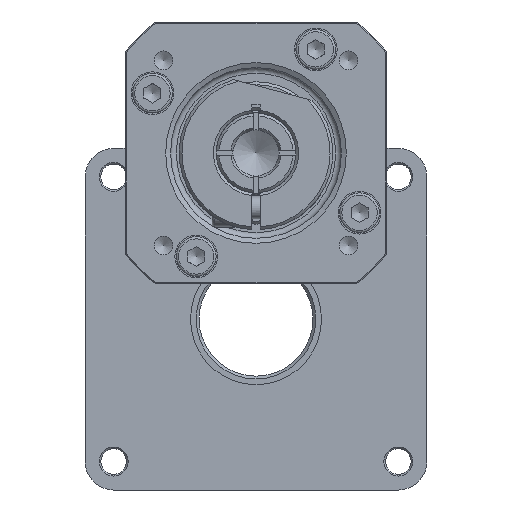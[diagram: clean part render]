
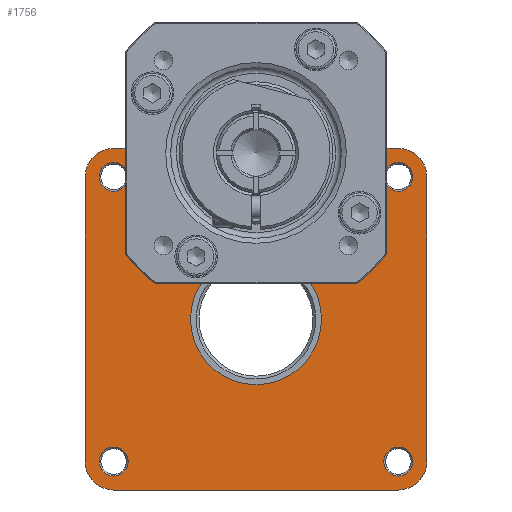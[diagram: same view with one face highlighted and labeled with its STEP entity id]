
A CAD part, front view. The second image highlights one B-rep face of the part: STEP entity #1756.
In plain terms, the highlighted planar face has unit normal (0, -1, 0).
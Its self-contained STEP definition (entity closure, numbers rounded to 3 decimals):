
#234=CARTESIAN_POINT('',(0.,0.,16.239));
#235=VERTEX_POINT('',#234);
#236=CARTESIAN_POINT('',(0.0,0.0,29.2));
#237=DIRECTION('',(0.0,1.0,0.0));
#238=DIRECTION('',(1.0,0.0,0.0));
#239=AXIS2_PLACEMENT_3D('',#236,#237,#238);
#240=CIRCLE('',#239,12.961);
#241=EDGE_CURVE('',#235,#235,#240,.T.);
#262=CARTESIAN_POINT('',(25.,0.,-22.45));
#263=VERTEX_POINT('',#262);
#264=CARTESIAN_POINT('',(25.,0.,-25.0));
#265=DIRECTION('',(0.0,1.0,0.0));
#266=DIRECTION('',(0.0,0.0,1.0));
#267=AXIS2_PLACEMENT_3D('',#264,#265,#266);
#268=CIRCLE('',#267,2.55);
#269=EDGE_CURVE('',#263,#263,#268,.T.);
#318=CARTESIAN_POINT('',(-25.,0.,-22.45));
#319=VERTEX_POINT('',#318);
#320=CARTESIAN_POINT('',(-25.,0.,-25.0));
#321=DIRECTION('',(0.0,1.0,0.0));
#322=DIRECTION('',(0.0,0.0,1.0));
#323=AXIS2_PLACEMENT_3D('',#320,#321,#322);
#324=CIRCLE('',#323,2.55);
#325=EDGE_CURVE('',#319,#319,#324,.T.);
#402=CARTESIAN_POINT('',(-25.,0.,27.55));
#403=VERTEX_POINT('',#402);
#404=CARTESIAN_POINT('',(-25.,0.,25.0));
#405=DIRECTION('',(0.0,1.0,0.0));
#406=DIRECTION('',(0.0,0.0,1.0));
#407=AXIS2_PLACEMENT_3D('',#404,#405,#406);
#408=CIRCLE('',#407,2.55);
#409=EDGE_CURVE('',#403,#403,#408,.T.);
#430=CARTESIAN_POINT('',(25.,0.,27.55));
#431=VERTEX_POINT('',#430);
#432=CARTESIAN_POINT('',(25.,0.,25.0));
#433=DIRECTION('',(0.0,1.0,0.0));
#434=DIRECTION('',(0.0,0.0,1.0));
#435=AXIS2_PLACEMENT_3D('',#432,#433,#434);
#436=CIRCLE('',#435,2.55);
#437=EDGE_CURVE('',#431,#431,#436,.T.);
#664=CARTESIAN_POINT('',(-11.283,0.,48.461));
#665=VERTEX_POINT('',#664);
#666=CARTESIAN_POINT('',(-11.283,0.,46.911));
#667=DIRECTION('',(0.0,1.0,0.0));
#668=DIRECTION('',(0.0,0.0,1.0));
#669=AXIS2_PLACEMENT_3D('',#666,#667,#668);
#670=CIRCLE('',#669,1.55);
#671=EDGE_CURVE('',#665,#665,#670,.T.);
#692=CARTESIAN_POINT('',(-17.711,0.,19.467));
#693=VERTEX_POINT('',#692);
#694=CARTESIAN_POINT('',(-17.711,0.,17.917));
#695=DIRECTION('',(0.0,1.0,0.0));
#696=DIRECTION('',(0.0,0.0,1.0));
#697=AXIS2_PLACEMENT_3D('',#694,#695,#696);
#698=CIRCLE('',#697,1.55);
#699=EDGE_CURVE('',#693,#693,#698,.T.);
#720=CARTESIAN_POINT('',(17.711,0.,42.033));
#721=VERTEX_POINT('',#720);
#722=CARTESIAN_POINT('',(17.711,0.,40.483));
#723=DIRECTION('',(0.0,1.0,0.0));
#724=DIRECTION('',(0.0,0.0,1.0));
#725=AXIS2_PLACEMENT_3D('',#722,#723,#724);
#726=CIRCLE('',#725,1.55);
#727=EDGE_CURVE('',#721,#721,#726,.T.);
#748=CARTESIAN_POINT('',(11.283,0.,13.039));
#749=VERTEX_POINT('',#748);
#750=CARTESIAN_POINT('',(11.283,0.,11.489));
#751=DIRECTION('',(0.0,1.0,0.0));
#752=DIRECTION('',(0.0,0.0,1.0));
#753=AXIS2_PLACEMENT_3D('',#750,#751,#752);
#754=CIRCLE('',#753,1.55);
#755=EDGE_CURVE('',#749,#749,#754,.T.);
#1504=CARTESIAN_POINT('',(0.,0.,11.5));
#1505=VERTEX_POINT('',#1504);
#1506=CARTESIAN_POINT('',(0.,0.,0.0));
#1507=DIRECTION('',(0.0,-1.0,0.0));
#1508=DIRECTION('',(0.0,0.0,1.0));
#1509=AXIS2_PLACEMENT_3D('',#1506,#1507,#1508);
#1510=CIRCLE('',#1509,11.5);
#1511=EDGE_CURVE('',#1505,#1505,#1510,.T.);
#1603=CARTESIAN_POINT('',(0.0,0.0,0.0));
#1604=DIRECTION('',(0.0,-1.0,0.0));
#1605=DIRECTION('',(0.0,0.0,-1.0));
#1606=AXIS2_PLACEMENT_3D('',#1603,#1604,#1605);
#1607=PLANE('',#1606);
#1608=CARTESIAN_POINT('',(-25.,0.,30.));
#1609=VERTEX_POINT('',#1608);
#1610=CARTESIAN_POINT('',(-21.,0.,30.));
#1611=VERTEX_POINT('',#1610);
#1612=CARTESIAN_POINT('',(-25.,0.,30.));
#1613=DIRECTION('',(1.0,0.0,0.0));
#1614=VECTOR('',#1613,4.);
#1615=LINE('',#1612,#1614);
#1616=EDGE_CURVE('',#1609,#1611,#1615,.T.);
#1617=ORIENTED_EDGE('',*,*,#1616,.F.);
#1618=CARTESIAN_POINT('',(-30.,0.,25.));
#1619=VERTEX_POINT('',#1618);
#1620=CARTESIAN_POINT('',(-25.,0.,25.0));
#1621=DIRECTION('',(0.0,-1.0,0.0));
#1622=DIRECTION('',(0.0,0.0,1.0));
#1623=AXIS2_PLACEMENT_3D('',#1620,#1621,#1622);
#1624=CIRCLE('',#1623,5.);
#1625=EDGE_CURVE('',#1609,#1619,#1624,.T.);
#1626=ORIENTED_EDGE('',*,*,#1625,.T.);
#1627=CARTESIAN_POINT('',(-30.,0.,-25.));
#1628=VERTEX_POINT('',#1627);
#1629=CARTESIAN_POINT('',(-30.,0.,-25.));
#1630=DIRECTION('',(0.0,0.0,1.0));
#1631=VECTOR('',#1630,50.0);
#1632=LINE('',#1629,#1631);
#1633=EDGE_CURVE('',#1628,#1619,#1632,.T.);
#1634=ORIENTED_EDGE('',*,*,#1633,.F.);
#1635=CARTESIAN_POINT('',(-25.,0.,-30.));
#1636=VERTEX_POINT('',#1635);
#1637=CARTESIAN_POINT('',(-25.,0.,-25.));
#1638=DIRECTION('',(0.0,-1.0,0.0));
#1639=DIRECTION('',(0.0,0.0,1.0));
#1640=AXIS2_PLACEMENT_3D('',#1637,#1638,#1639);
#1641=CIRCLE('',#1640,5.);
#1642=EDGE_CURVE('',#1628,#1636,#1641,.T.);
#1643=ORIENTED_EDGE('',*,*,#1642,.T.);
#1644=CARTESIAN_POINT('',(25.,0.,-30.));
#1645=VERTEX_POINT('',#1644);
#1646=CARTESIAN_POINT('',(25.,0.,-30.));
#1647=DIRECTION('',(-1.0,0.0,0.0));
#1648=VECTOR('',#1647,50.);
#1649=LINE('',#1646,#1648);
#1650=EDGE_CURVE('',#1645,#1636,#1649,.T.);
#1651=ORIENTED_EDGE('',*,*,#1650,.F.);
#1652=CARTESIAN_POINT('',(30.,0.,-25.));
#1653=VERTEX_POINT('',#1652);
#1654=CARTESIAN_POINT('',(25.,0.,-25.));
#1655=DIRECTION('',(0.0,-1.0,0.0));
#1656=DIRECTION('',(0.0,0.0,1.0));
#1657=AXIS2_PLACEMENT_3D('',#1654,#1655,#1656);
#1658=CIRCLE('',#1657,5.);
#1659=EDGE_CURVE('',#1645,#1653,#1658,.T.);
#1660=ORIENTED_EDGE('',*,*,#1659,.T.);
#1661=CARTESIAN_POINT('',(30.,0.,25.));
#1662=VERTEX_POINT('',#1661);
#1663=CARTESIAN_POINT('',(30.,0.,25.));
#1664=DIRECTION('',(0.0,0.0,-1.0));
#1665=VECTOR('',#1664,50.0);
#1666=LINE('',#1663,#1665);
#1667=EDGE_CURVE('',#1662,#1653,#1666,.T.);
#1668=ORIENTED_EDGE('',*,*,#1667,.F.);
#1669=CARTESIAN_POINT('',(25.,0.,30.));
#1670=VERTEX_POINT('',#1669);
#1671=CARTESIAN_POINT('',(25.,0.,25.));
#1672=DIRECTION('',(0.0,-1.0,0.0));
#1673=DIRECTION('',(0.0,0.0,1.0));
#1674=AXIS2_PLACEMENT_3D('',#1671,#1672,#1673);
#1675=CIRCLE('',#1674,5.);
#1676=EDGE_CURVE('',#1662,#1670,#1675,.T.);
#1677=ORIENTED_EDGE('',*,*,#1676,.T.);
#1678=CARTESIAN_POINT('',(21.,0.,30.));
#1679=VERTEX_POINT('',#1678);
#1680=CARTESIAN_POINT('',(21.,0.,30.));
#1681=DIRECTION('',(1.0,0.0,0.0));
#1682=VECTOR('',#1681,4.);
#1683=LINE('',#1680,#1682);
#1684=EDGE_CURVE('',#1679,#1670,#1683,.T.);
#1685=ORIENTED_EDGE('',*,*,#1684,.F.);
#1686=CARTESIAN_POINT('',(21.,0.,47.7));
#1687=VERTEX_POINT('',#1686);
#1688=CARTESIAN_POINT('',(21.,0.,30.));
#1689=DIRECTION('',(0.0,0.0,1.0));
#1690=VECTOR('',#1689,17.7);
#1691=LINE('',#1688,#1690);
#1692=EDGE_CURVE('',#1679,#1687,#1691,.T.);
#1693=ORIENTED_EDGE('',*,*,#1692,.T.);
#1694=CARTESIAN_POINT('',(18.5,0.,50.2));
#1695=VERTEX_POINT('',#1694);
#1696=CARTESIAN_POINT('',(21.,0.,47.7));
#1697=DIRECTION('',(-0.707,0.,0.707));
#1698=VECTOR('',#1697,3.536);
#1699=LINE('',#1696,#1698);
#1700=EDGE_CURVE('',#1687,#1695,#1699,.T.);
#1701=ORIENTED_EDGE('',*,*,#1700,.T.);
#1702=CARTESIAN_POINT('',(-18.5,0.,50.2));
#1703=VERTEX_POINT('',#1702);
#1704=CARTESIAN_POINT('',(18.5,0.,50.2));
#1705=DIRECTION('',(-1.0,0.0,0.0));
#1706=VECTOR('',#1705,37.);
#1707=LINE('',#1704,#1706);
#1708=EDGE_CURVE('',#1695,#1703,#1707,.T.);
#1709=ORIENTED_EDGE('',*,*,#1708,.T.);
#1710=CARTESIAN_POINT('',(-21.,0.,47.7));
#1711=VERTEX_POINT('',#1710);
#1712=CARTESIAN_POINT('',(-18.5,0.,50.2));
#1713=DIRECTION('',(-0.707,0.,-0.707));
#1714=VECTOR('',#1713,3.536);
#1715=LINE('',#1712,#1714);
#1716=EDGE_CURVE('',#1703,#1711,#1715,.T.);
#1717=ORIENTED_EDGE('',*,*,#1716,.T.);
#1718=CARTESIAN_POINT('',(-21.,0.,47.7));
#1719=DIRECTION('',(0.0,0.0,-1.0));
#1720=VECTOR('',#1719,17.7);
#1721=LINE('',#1718,#1720);
#1722=EDGE_CURVE('',#1711,#1611,#1721,.T.);
#1723=ORIENTED_EDGE('',*,*,#1722,.T.);
#1724=EDGE_LOOP('',(#1617,#1626,#1634,#1643,#1651,#1660,#1668,#1677,#1685,#1693,#1701,#1709,#1717,#1723));
#1725=FACE_OUTER_BOUND('',#1724,.T.);
#1726=ORIENTED_EDGE('',*,*,#1511,.F.);
#1727=EDGE_LOOP('',(#1726));
#1728=FACE_BOUND('',#1727,.T.);
#1729=ORIENTED_EDGE('',*,*,#671,.T.);
#1730=EDGE_LOOP('',(#1729));
#1731=FACE_BOUND('',#1730,.T.);
#1732=ORIENTED_EDGE('',*,*,#699,.T.);
#1733=EDGE_LOOP('',(#1732));
#1734=FACE_BOUND('',#1733,.T.);
#1735=ORIENTED_EDGE('',*,*,#727,.T.);
#1736=EDGE_LOOP('',(#1735));
#1737=FACE_BOUND('',#1736,.T.);
#1738=ORIENTED_EDGE('',*,*,#755,.T.);
#1739=EDGE_LOOP('',(#1738));
#1740=FACE_BOUND('',#1739,.T.);
#1741=ORIENTED_EDGE('',*,*,#269,.T.);
#1742=EDGE_LOOP('',(#1741));
#1743=FACE_BOUND('',#1742,.T.);
#1744=ORIENTED_EDGE('',*,*,#325,.T.);
#1745=EDGE_LOOP('',(#1744));
#1746=FACE_BOUND('',#1745,.T.);
#1747=ORIENTED_EDGE('',*,*,#409,.T.);
#1748=EDGE_LOOP('',(#1747));
#1749=FACE_BOUND('',#1748,.T.);
#1750=ORIENTED_EDGE('',*,*,#437,.T.);
#1751=EDGE_LOOP('',(#1750));
#1752=FACE_BOUND('',#1751,.T.);
#1753=ORIENTED_EDGE('',*,*,#241,.T.);
#1754=EDGE_LOOP('',(#1753));
#1755=FACE_BOUND('',#1754,.T.);
#1756=ADVANCED_FACE('',(#1725,#1728,#1731,#1734,#1737,#1740,#1743,#1746,#1749,#1752,#1755),#1607,.T.);
